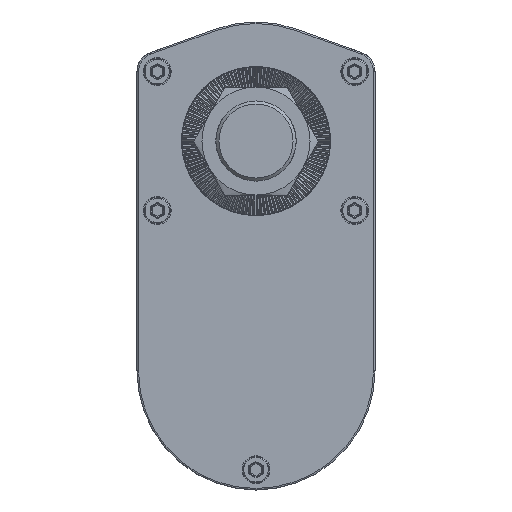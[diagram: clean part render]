
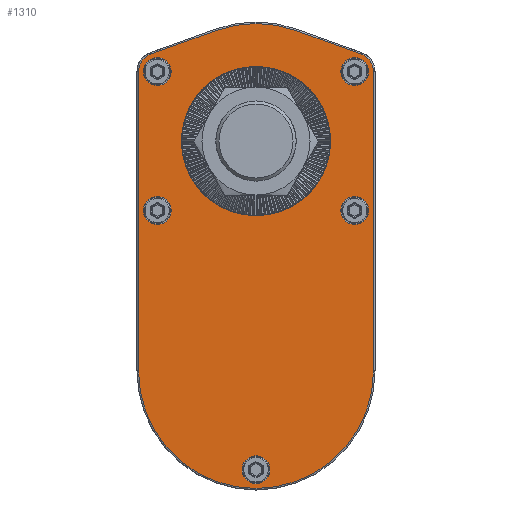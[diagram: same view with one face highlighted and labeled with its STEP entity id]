
A CAD part, front view. The second image highlights one B-rep face of the part: STEP entity #1310.
In plain terms, the highlighted planar face has unit normal (0, -1, 0).
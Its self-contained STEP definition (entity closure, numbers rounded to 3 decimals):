
#1310 = ADVANCED_FACE( '', ( #3306, #3307, #3308, #3309, #3310, #3311, #3312 ), #3313, .T. );
#3306 = FACE_BOUND( '', #6785, .T. );
#3307 = FACE_BOUND( '', #6786, .T. );
#3308 = FACE_BOUND( '', #6787, .T. );
#3309 = FACE_BOUND( '', #6788, .T. );
#3310 = FACE_BOUND( '', #6789, .T. );
#3311 = FACE_OUTER_BOUND( '', #6790, .T. );
#3312 = FACE_BOUND( '', #6791, .T. );
#3313 = PLANE( '', #6792 );
#6785 = EDGE_LOOP( '', ( #15491 ) );
#6786 = EDGE_LOOP( '', ( #15492 ) );
#6787 = EDGE_LOOP( '', ( #15493 ) );
#6788 = EDGE_LOOP( '', ( #15494 ) );
#6789 = EDGE_LOOP( '', ( #15495 ) );
#6790 = EDGE_LOOP( '', ( #15496, #15497, #15498, #15499, #15500, #15501, #15502, #15503 ) );
#6791 = EDGE_LOOP( '', ( #15504 ) );
#6792 = AXIS2_PLACEMENT_3D( '', #15505, #15506, #15507 );
#15491 = ORIENTED_EDGE( '', *, *, #22574, .T. );
#15492 = ORIENTED_EDGE( '', *, *, #22575, .T. );
#15493 = ORIENTED_EDGE( '', *, *, #22576, .T. );
#15494 = ORIENTED_EDGE( '', *, *, #22577, .T. );
#15495 = ORIENTED_EDGE( '', *, *, #22567, .T. );
#15496 = ORIENTED_EDGE( '', *, *, #22578, .T. );
#15497 = ORIENTED_EDGE( '', *, *, #22579, .T. );
#15498 = ORIENTED_EDGE( '', *, *, #21764, .T. );
#15499 = ORIENTED_EDGE( '', *, *, #22580, .T. );
#15500 = ORIENTED_EDGE( '', *, *, #22581, .T. );
#15501 = ORIENTED_EDGE( '', *, *, #22582, .T. );
#15502 = ORIENTED_EDGE( '', *, *, #22583, .T. );
#15503 = ORIENTED_EDGE( '', *, *, #22584, .T. );
#15504 = ORIENTED_EDGE( '', *, *, #22585, .F. );
#15505 = CARTESIAN_POINT( '', ( 0., 24.5, -74.5 ) );
#15506 = DIRECTION( '', ( 0., -1., 0. ) );
#15507 = DIRECTION( '', ( 0., 0., -1. ) );
#21764 = EDGE_CURVE( '', #24880, #24878, #24881, .T. );
#22567 = EDGE_CURVE( '', #26239, #26239, #26240, .T. );
#22574 = EDGE_CURVE( '', #26250, #26250, #26251, .T. );
#22575 = EDGE_CURVE( '', #26252, #26252, #26253, .T. );
#22576 = EDGE_CURVE( '', #26254, #26254, #26255, .T. );
#22577 = EDGE_CURVE( '', #26256, #26256, #26257, .T. );
#22578 = EDGE_CURVE( '', #26258, #26259, #26260, .T. );
#22579 = EDGE_CURVE( '', #26259, #24880, #26261, .T. );
#22580 = EDGE_CURVE( '', #24878, #26262, #26263, .T. );
#22581 = EDGE_CURVE( '', #26262, #26264, #26265, .T. );
#22582 = EDGE_CURVE( '', #26264, #26266, #26267, .T. );
#22583 = EDGE_CURVE( '', #26266, #26268, #26269, .T. );
#22584 = EDGE_CURVE( '', #26268, #26258, #26270, .T. );
#22585 = EDGE_CURVE( '', #26271, #26271, #26272, .T. );
#24878 = VERTEX_POINT( '', #29362 );
#24880 = VERTEX_POINT( '', #29364 );
#24881 = CIRCLE( '', #29365, 38.08 );
#26239 = VERTEX_POINT( '', #33101 );
#26240 = CIRCLE( '', #33102, 4.5 );
#26250 = VERTEX_POINT( '', #33116 );
#26251 = CIRCLE( '', #33117, 4.5 );
#26252 = VERTEX_POINT( '', #33118 );
#26253 = CIRCLE( '', #33119, 4.5 );
#26254 = VERTEX_POINT( '', #33120 );
#26255 = CIRCLE( '', #33121, 4.5 );
#26256 = VERTEX_POINT( '', #33122 );
#26257 = CIRCLE( '', #33123, 4.5 );
#26258 = VERTEX_POINT( '', #33124 );
#26259 = VERTEX_POINT( '', #33125 );
#26260 = CIRCLE( '', #33126, 6.08 );
#26261 = LINE( '', #33127, #33128 );
#26262 = VERTEX_POINT( '', #33129 );
#26263 = LINE( '', #33130, #33131 );
#26264 = VERTEX_POINT( '', #33132 );
#26265 = CIRCLE( '', #33133, 6.08 );
#26266 = VERTEX_POINT( '', #33134 );
#26267 = LINE( '', #33135, #33136 );
#26268 = VERTEX_POINT( '', #33137 );
#26269 = CIRCLE( '', #33138, 38.08 );
#26270 = LINE( '', #33139, #33140 );
#26271 = VERTEX_POINT( '', #33141 );
#26272 = CIRCLE( '', #33142, 24.1 );
#29362 = CARTESIAN_POINT( '', ( -12.944, 24.5, 35.813 ) );
#29364 = CARTESIAN_POINT( '', ( 12.944, 24.5, 35.813 ) );
#29365 = AXIS2_PLACEMENT_3D( '', #38559, #38560, #38561 );
#33101 = CARTESIAN_POINT( '', ( -32., 24.5, 18. ) );
#33102 = AXIS2_PLACEMENT_3D( '', #39459, #39460, #39461 );
#33116 = CARTESIAN_POINT( '', ( 32., 24.5, 18. ) );
#33117 = AXIS2_PLACEMENT_3D( '', #39466, #39467, #39468 );
#33118 = CARTESIAN_POINT( '', ( 32., 24.5, -27. ) );
#33119 = AXIS2_PLACEMENT_3D( '', #39469, #39470, #39471 );
#33120 = CARTESIAN_POINT( '', ( -32., 24.5, -27. ) );
#33121 = AXIS2_PLACEMENT_3D( '', #39472, #39473, #39474 );
#33122 = CARTESIAN_POINT( '', ( 0., 24.5, -111. ) );
#33123 = AXIS2_PLACEMENT_3D( '', #39475, #39476, #39477 );
#33124 = CARTESIAN_POINT( '', ( 38.08, 24.5, 22.46 ) );
#33125 = CARTESIAN_POINT( '', ( 34.067, 24.5, 28.178 ) );
#33126 = AXIS2_PLACEMENT_3D( '', #39478, #39479, #39480 );
#33127 = CARTESIAN_POINT( '', ( 36.76, 24.5, 27.204 ) );
#33128 = VECTOR( '', #39481, 1000. );
#33129 = CARTESIAN_POINT( '', ( -34.067, 24.5, 28.178 ) );
#33130 = CARTESIAN_POINT( '', ( -36.76, 24.5, 27.204 ) );
#33131 = VECTOR( '', #39482, 1000. );
#33132 = CARTESIAN_POINT( '', ( -38.08, 24.5, 22.46 ) );
#33133 = AXIS2_PLACEMENT_3D( '', #39483, #39484, #39485 );
#33134 = CARTESIAN_POINT( '', ( -38.08, 24.5, -74.5 ) );
#33135 = CARTESIAN_POINT( '', ( -38.08, 24.5, -74.5 ) );
#33136 = VECTOR( '', #39486, 1000. );
#33137 = CARTESIAN_POINT( '', ( 38.08, 24.5, -74.5 ) );
#33138 = AXIS2_PLACEMENT_3D( '', #39487, #39488, #39489 );
#33139 = CARTESIAN_POINT( '', ( 38.08, 24.5, -74.5 ) );
#33140 = VECTOR( '', #39490, 1000. );
#33141 = CARTESIAN_POINT( '', ( 0., 24.5, -24.1 ) );
#33142 = AXIS2_PLACEMENT_3D( '', #39491, #39492, #39493 );
#38559 = CARTESIAN_POINT( '', ( 0., 24.5, 0. ) );
#38560 = DIRECTION( '', ( 0., -1., 0. ) );
#38561 = DIRECTION( '', ( 0., 0., -1. ) );
#39459 = CARTESIAN_POINT( '', ( -32., 24.5, 22.5 ) );
#39460 = DIRECTION( '', ( 0., 1., 0. ) );
#39461 = DIRECTION( '', ( 0., 0., -1. ) );
#39466 = CARTESIAN_POINT( '', ( 32., 24.5, 22.5 ) );
#39467 = DIRECTION( '', ( 0., 1., 0. ) );
#39468 = DIRECTION( '', ( 0., 0., -1. ) );
#39469 = CARTESIAN_POINT( '', ( 32., 24.5, -22.5 ) );
#39470 = DIRECTION( '', ( 0., 1., 0. ) );
#39471 = DIRECTION( '', ( 0., 0., -1. ) );
#39472 = CARTESIAN_POINT( '', ( -32., 24.5, -22.5 ) );
#39473 = DIRECTION( '', ( 0., 1., 0. ) );
#39474 = DIRECTION( '', ( 0., 0., -1. ) );
#39475 = CARTESIAN_POINT( '', ( 0., 24.5, -106.5 ) );
#39476 = DIRECTION( '', ( 0., 1., 0. ) );
#39477 = DIRECTION( '', ( 0., 0., -1. ) );
#39478 = CARTESIAN_POINT( '', ( 32., 24.5, 22.46 ) );
#39479 = DIRECTION( '', ( 0., -1., 0. ) );
#39480 = DIRECTION( '', ( 0., 0., -1. ) );
#39481 = DIRECTION( '', ( -0.94, 0., 0.34 ) );
#39482 = DIRECTION( '', ( -0.94, 0., -0.34 ) );
#39483 = CARTESIAN_POINT( '', ( -32., 24.5, 22.46 ) );
#39484 = DIRECTION( '', ( 0., -1., 0. ) );
#39485 = DIRECTION( '', ( 0., 0., -1. ) );
#39486 = DIRECTION( '', ( 0., 0., -1. ) );
#39487 = CARTESIAN_POINT( '', ( 0., 24.5, -74.5 ) );
#39488 = DIRECTION( '', ( 0., -1., 0. ) );
#39489 = DIRECTION( '', ( 0., 0., -1. ) );
#39490 = DIRECTION( '', ( 0., 0., 1. ) );
#39491 = CARTESIAN_POINT( '', ( 0., 24.5, 0. ) );
#39492 = DIRECTION( '', ( 0., -1., 0. ) );
#39493 = DIRECTION( '', ( 0., 0., -1. ) );
